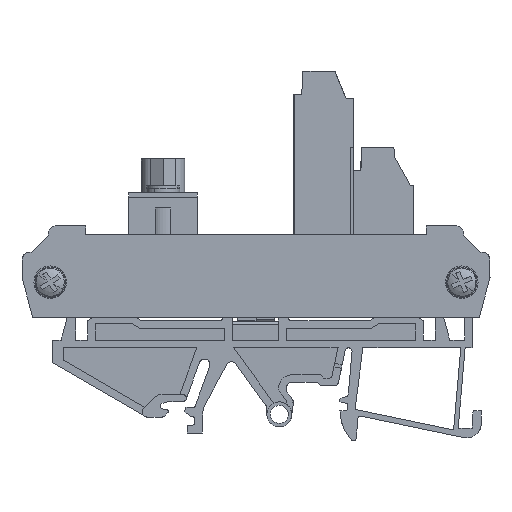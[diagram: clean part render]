
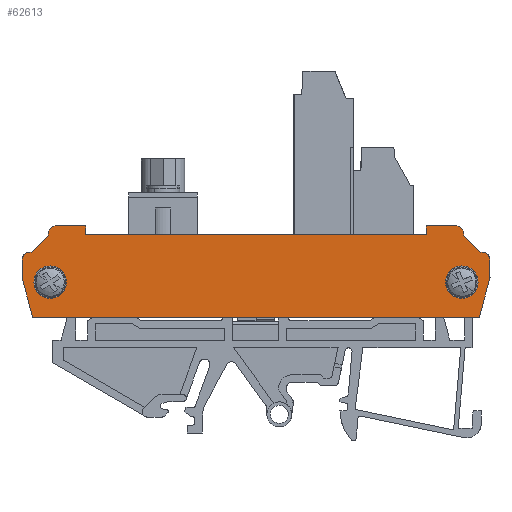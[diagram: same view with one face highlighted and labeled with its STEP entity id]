
A CAD part, left-side view. The second image highlights one B-rep face of the part: STEP entity #62613.
In plain terms, the highlighted planar face has unit normal (-1, 0, 0).
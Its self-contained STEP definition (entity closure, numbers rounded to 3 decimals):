
#12645=AXIS2_PLACEMENT_3D('Circle Axis2P3D',#12643,#12644,$) ;
#12677=AXIS2_PLACEMENT_3D('Circle Axis2P3D',#12675,#12676,$) ;
#35845=AXIS2_PLACEMENT_3D('Circle Axis2P3D',#35843,#35844,$) ;
#35918=AXIS2_PLACEMENT_3D('Circle Axis2P3D',#35916,#35917,$) ;
#35959=AXIS2_PLACEMENT_3D('Circle Axis2P3D',#35957,#35958,$) ;
#35989=AXIS2_PLACEMENT_3D('Circle Axis2P3D',#35987,#35988,$) ;
#36023=AXIS2_PLACEMENT_3D('Circle Axis2P3D',#36021,#36022,$) ;
#36053=AXIS2_PLACEMENT_3D('Circle Axis2P3D',#36051,#36052,$) ;
#62547=AXIS2_PLACEMENT_3D('Plane Axis2P3D',#62544,#62545,#62546) ;
#12640=CARTESIAN_POINT('Vertex',(0.,6.37,39.652)) ;
#12643=CARTESIAN_POINT('Axis2P3D Location',(0.,6.37,38.152)) ;
#12647=CARTESIAN_POINT('Vertex',(0.,4.87,38.152)) ;
#12672=CARTESIAN_POINT('Vertex',(0.,1.723,34.775)) ;
#12675=CARTESIAN_POINT('Axis2P3D Location',(0.,1.5,33.292)) ;
#12679=CARTESIAN_POINT('Vertex',(0.,0.,33.292)) ;
#35801=CARTESIAN_POINT('Vertex',(0.,86.4,33.292)) ;
#35815=CARTESIAN_POINT('Vertex',(0.,86.4,30.084)) ;
#35818=CARTESIAN_POINT('Line Origine',(0.,86.4,31.688)) ;
#35843=CARTESIAN_POINT('Axis2P3D Location',(0.,84.9,33.292)) ;
#35847=CARTESIAN_POINT('Vertex',(0.,84.677,34.775)) ;
#35874=CARTESIAN_POINT('Vertex',(0.,81.53,37.922)) ;
#35882=CARTESIAN_POINT('Line Origine',(0.,83.103,36.349)) ;
#35913=CARTESIAN_POINT('Vertex',(0.,81.53,38.152)) ;
#35916=CARTESIAN_POINT('Axis2P3D Location',(0.,80.03,38.152)) ;
#35920=CARTESIAN_POINT('Vertex',(0.,80.03,39.652)) ;
#35954=CARTESIAN_POINT('Vertex',(0.,8.2,29.252)) ;
#35957=CARTESIAN_POINT('Axis2P3D Location',(0.,5.2,29.252)) ;
#35961=CARTESIAN_POINT('Vertex',(0.,2.2,29.252)) ;
#35987=CARTESIAN_POINT('Axis2P3D Location',(0.,5.2,29.252)) ;
#36018=CARTESIAN_POINT('Vertex',(0.,84.2,29.252)) ;
#36021=CARTESIAN_POINT('Axis2P3D Location',(0.,81.2,29.252)) ;
#36025=CARTESIAN_POINT('Vertex',(0.,78.2,29.252)) ;
#36051=CARTESIAN_POINT('Axis2P3D Location',(0.,81.2,29.252)) ;
#50352=CARTESIAN_POINT('Line Origine',(0.,81.53,38.037)) ;
#57448=CARTESIAN_POINT('Vertex',(0.,84.435,22.752)) ;
#57451=CARTESIAN_POINT('Line Origine',(0.,85.418,26.418)) ;
#58726=CARTESIAN_POINT('Vertex',(0.,11.8,38.052)) ;
#58731=CARTESIAN_POINT('Line Origine',(0.,11.8,38.852)) ;
#58735=CARTESIAN_POINT('Vertex',(0.,11.8,39.652)) ;
#58767=CARTESIAN_POINT('Vertex',(0.,74.6,38.052)) ;
#58772=CARTESIAN_POINT('Line Origine',(0.,43.2,38.052)) ;
#58799=CARTESIAN_POINT('Vertex',(0.,74.6,39.652)) ;
#58804=CARTESIAN_POINT('Line Origine',(0.,74.6,38.852)) ;
#60564=CARTESIAN_POINT('Line Origine',(0.,77.315,39.652)) ;
#62544=CARTESIAN_POINT('Axis2P3D Location',(0.,1.5,33.292)) ;
#62549=CARTESIAN_POINT('Line Origine',(0.,3.297,36.349)) ;
#62553=CARTESIAN_POINT('Vertex',(0.,4.87,37.922)) ;
#62556=CARTESIAN_POINT('Line Origine',(0.,4.87,38.037)) ;
#62561=CARTESIAN_POINT('Line Origine',(0.,9.085,39.652)) ;
#62566=CARTESIAN_POINT('Line Origine',(0.,43.2,22.752)) ;
#62570=CARTESIAN_POINT('Vertex',(0.,1.965,22.752)) ;
#62573=CARTESIAN_POINT('Line Origine',(0.,0.982,26.418)) ;
#62577=CARTESIAN_POINT('Vertex',(0.,0.,30.084)) ;
#62580=CARTESIAN_POINT('Line Origine',(0.,0.,31.688)) ;
#12644=DIRECTION('Axis2P3D Direction',(1.,0.,0.)) ;
#12676=DIRECTION('Axis2P3D Direction',(1.,0.,0.)) ;
#35819=DIRECTION('Vector Direction',(0.,0.,1.)) ;
#35844=DIRECTION('Axis2P3D Direction',(1.,0.,0.)) ;
#35883=DIRECTION('Vector Direction',(0.,-0.707,0.707)) ;
#35917=DIRECTION('Axis2P3D Direction',(1.,0.,0.)) ;
#35958=DIRECTION('Axis2P3D Direction',(-1.,0.,0.)) ;
#35988=DIRECTION('Axis2P3D Direction',(-1.,0.,0.)) ;
#36022=DIRECTION('Axis2P3D Direction',(-1.,0.,0.)) ;
#36052=DIRECTION('Axis2P3D Direction',(-1.,0.,0.)) ;
#50353=DIRECTION('Vector Direction',(0.,0.,-1.)) ;
#57452=DIRECTION('Vector Direction',(0.,0.259,0.966)) ;
#58732=DIRECTION('Vector Direction',(0.,0.,1.)) ;
#58773=DIRECTION('Vector Direction',(0.,-1.,0.)) ;
#58805=DIRECTION('Vector Direction',(0.,0.,-1.)) ;
#60565=DIRECTION('Vector Direction',(0.,-1.,0.)) ;
#62545=DIRECTION('Axis2P3D Direction',(1.,0.,0.)) ;
#62546=DIRECTION('Axis2P3D XDirection',(0.,1.,0.)) ;
#62550=DIRECTION('Vector Direction',(0.,-0.707,-0.707)) ;
#62557=DIRECTION('Vector Direction',(0.,0.,1.)) ;
#62562=DIRECTION('Vector Direction',(0.,-1.,0.)) ;
#62567=DIRECTION('Vector Direction',(0.,1.,0.)) ;
#62574=DIRECTION('Vector Direction',(0.,0.259,-0.966)) ;
#62581=DIRECTION('Vector Direction',(0.,0.,-1.)) ;
#35820=VECTOR('Line Direction',#35819,1.) ;
#35884=VECTOR('Line Direction',#35883,1.) ;
#50354=VECTOR('Line Direction',#50353,1.) ;
#57453=VECTOR('Line Direction',#57452,1.) ;
#58733=VECTOR('Line Direction',#58732,1.) ;
#58774=VECTOR('Line Direction',#58773,1.) ;
#58806=VECTOR('Line Direction',#58805,1.) ;
#60566=VECTOR('Line Direction',#60565,1.) ;
#62551=VECTOR('Line Direction',#62550,1.) ;
#62558=VECTOR('Line Direction',#62557,1.) ;
#62563=VECTOR('Line Direction',#62562,1.) ;
#62568=VECTOR('Line Direction',#62567,1.) ;
#62575=VECTOR('Line Direction',#62574,1.) ;
#62582=VECTOR('Line Direction',#62581,1.) ;
#62586=ORIENTED_EDGE('',*,*,#62555,.F.) ;
#62587=ORIENTED_EDGE('',*,*,#62560,.T.) ;
#62588=ORIENTED_EDGE('',*,*,#12649,.F.) ;
#62589=ORIENTED_EDGE('',*,*,#62565,.F.) ;
#62590=ORIENTED_EDGE('',*,*,#58737,.F.) ;
#62591=ORIENTED_EDGE('',*,*,#58776,.F.) ;
#62592=ORIENTED_EDGE('',*,*,#58808,.F.) ;
#62593=ORIENTED_EDGE('',*,*,#60568,.F.) ;
#62594=ORIENTED_EDGE('',*,*,#35922,.F.) ;
#62595=ORIENTED_EDGE('',*,*,#50356,.T.) ;
#62596=ORIENTED_EDGE('',*,*,#35886,.F.) ;
#62597=ORIENTED_EDGE('',*,*,#35849,.F.) ;
#62598=ORIENTED_EDGE('',*,*,#35822,.F.) ;
#62599=ORIENTED_EDGE('',*,*,#57455,.F.) ;
#62600=ORIENTED_EDGE('',*,*,#62572,.F.) ;
#62601=ORIENTED_EDGE('',*,*,#62579,.F.) ;
#62602=ORIENTED_EDGE('',*,*,#62584,.F.) ;
#62603=ORIENTED_EDGE('',*,*,#12681,.F.) ;
#62606=ORIENTED_EDGE('',*,*,#35991,.F.) ;
#62607=ORIENTED_EDGE('',*,*,#35963,.F.) ;
#62610=ORIENTED_EDGE('',*,*,#36055,.F.) ;
#62611=ORIENTED_EDGE('',*,*,#36027,.F.) ;
#62608=FACE_BOUND('',#62605,.T.) ;
#62612=FACE_BOUND('',#62609,.T.) ;
#62613=ADVANCED_FACE('NONE',(#62604,#62608,#62612),#62548,.F.) ;
#12646=CIRCLE('generated circle',#12645,1.5) ;
#12678=CIRCLE('generated circle',#12677,1.5) ;
#35846=CIRCLE('generated circle',#35845,1.5) ;
#35919=CIRCLE('generated circle',#35918,1.5) ;
#35960=CIRCLE('generated circle',#35959,3.) ;
#35990=CIRCLE('generated circle',#35989,3.) ;
#36024=CIRCLE('generated circle',#36023,3.) ;
#36054=CIRCLE('generated circle',#36053,3.) ;
#12649=EDGE_CURVE('',#12641,#12648,#12646,.T.) ;
#12681=EDGE_CURVE('',#12673,#12680,#12678,.T.) ;
#35822=EDGE_CURVE('',#35816,#35802,#35821,.T.) ;
#35849=EDGE_CURVE('',#35802,#35848,#35846,.T.) ;
#35886=EDGE_CURVE('',#35848,#35875,#35885,.T.) ;
#35922=EDGE_CURVE('',#35914,#35921,#35919,.T.) ;
#35963=EDGE_CURVE('',#35955,#35962,#35960,.T.) ;
#35991=EDGE_CURVE('',#35962,#35955,#35990,.T.) ;
#36027=EDGE_CURVE('',#36019,#36026,#36024,.T.) ;
#36055=EDGE_CURVE('',#36026,#36019,#36054,.T.) ;
#50356=EDGE_CURVE('',#35914,#35875,#50355,.T.) ;
#57455=EDGE_CURVE('',#57449,#35816,#57454,.T.) ;
#58737=EDGE_CURVE('',#58727,#58736,#58734,.T.) ;
#58776=EDGE_CURVE('',#58768,#58727,#58775,.T.) ;
#58808=EDGE_CURVE('',#58800,#58768,#58807,.T.) ;
#60568=EDGE_CURVE('',#35921,#58800,#60567,.T.) ;
#62555=EDGE_CURVE('',#62554,#12673,#62552,.T.) ;
#62560=EDGE_CURVE('',#62554,#12648,#62559,.T.) ;
#62565=EDGE_CURVE('',#58736,#12641,#62564,.T.) ;
#62572=EDGE_CURVE('',#62571,#57449,#62569,.T.) ;
#62579=EDGE_CURVE('',#62578,#62571,#62576,.T.) ;
#62584=EDGE_CURVE('',#12680,#62578,#62583,.T.) ;
#62585=EDGE_LOOP('',(#62586,#62587,#62588,#62589,#62590,#62591,#62592,#62593,#62594,#62595,#62596,#62597,#62598,#62599,#62600,#62601,#62602,#62603)) ;
#62605=EDGE_LOOP('',(#62606,#62607)) ;
#62609=EDGE_LOOP('',(#62610,#62611)) ;
#62604=FACE_OUTER_BOUND('',#62585,.T.) ;
#35821=LINE('Line',#35818,#35820) ;
#35885=LINE('Line',#35882,#35884) ;
#50355=LINE('Line',#50352,#50354) ;
#57454=LINE('Line',#57451,#57453) ;
#58734=LINE('Line',#58731,#58733) ;
#58775=LINE('Line',#58772,#58774) ;
#58807=LINE('Line',#58804,#58806) ;
#60567=LINE('Line',#60564,#60566) ;
#62552=LINE('Line',#62549,#62551) ;
#62559=LINE('Line',#62556,#62558) ;
#62564=LINE('Line',#62561,#62563) ;
#62569=LINE('Line',#62566,#62568) ;
#62576=LINE('Line',#62573,#62575) ;
#62583=LINE('Line',#62580,#62582) ;
#62548=PLANE('',#62547) ;
#12641=VERTEX_POINT('',#12640) ;
#12648=VERTEX_POINT('',#12647) ;
#12673=VERTEX_POINT('',#12672) ;
#12680=VERTEX_POINT('',#12679) ;
#35802=VERTEX_POINT('',#35801) ;
#35816=VERTEX_POINT('',#35815) ;
#35848=VERTEX_POINT('',#35847) ;
#35875=VERTEX_POINT('',#35874) ;
#35914=VERTEX_POINT('',#35913) ;
#35921=VERTEX_POINT('',#35920) ;
#35955=VERTEX_POINT('',#35954) ;
#35962=VERTEX_POINT('',#35961) ;
#36019=VERTEX_POINT('',#36018) ;
#36026=VERTEX_POINT('',#36025) ;
#57449=VERTEX_POINT('',#57448) ;
#58727=VERTEX_POINT('',#58726) ;
#58736=VERTEX_POINT('',#58735) ;
#58768=VERTEX_POINT('',#58767) ;
#58800=VERTEX_POINT('',#58799) ;
#62554=VERTEX_POINT('',#62553) ;
#62571=VERTEX_POINT('',#62570) ;
#62578=VERTEX_POINT('',#62577) ;
